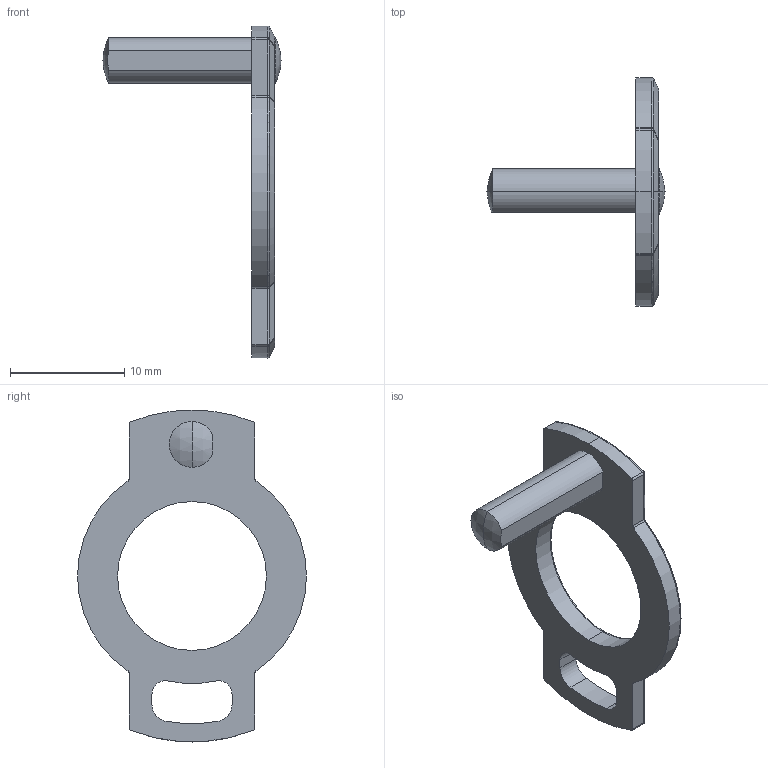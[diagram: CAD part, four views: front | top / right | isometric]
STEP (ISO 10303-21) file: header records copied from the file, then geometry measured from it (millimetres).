
FILE_DESCRIPTION (( 'STEP AP214' ), '1' );
FILE_NAME ('Zeroing Lever Adjuster.STEP', '2025-07-06T08:34:23', ( '' ), ( '' ), 'SwSTEP 2.0', 'SolidWorks 2025', '' );
FILE_SCHEMA (( 'AUTOMOTIVE_DESIGN' ));
Length unit declared in the file: millimetre
Products named in the file (1): Zeroing Lever Adjuster
Bounding box: 15.55 x 20 x 29 mm (x, y, z)
Volume: 662.6 mm3; surface area: 927 mm2
Topology: 1 solids, 1 shells, 97 faces, 225 edges, 121 vertices
Faces by surface type: cylinder 36, bspline 18, torus 13, plane 13, sphere 12, cone 5
Entity records: 2991 total; most frequent: CARTESIAN_POINT 870, DIRECTION 461, ORIENTED_EDGE 430, EDGE_CURVE 215, AXIS2_PLACEMENT_3D 200, VERTEX_POINT 121, CIRCLE 120, EDGE_LOOP 102
